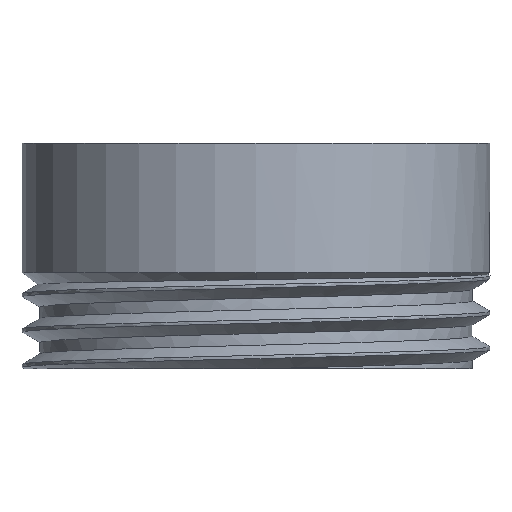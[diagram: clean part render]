
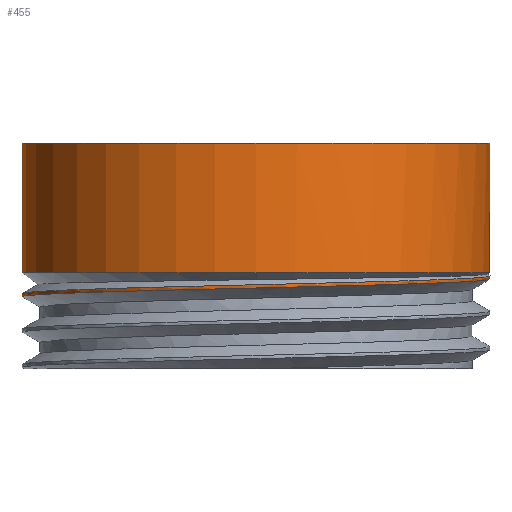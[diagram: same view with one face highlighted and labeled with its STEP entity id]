
A CAD part, front view. The second image highlights one B-rep face of the part: STEP entity #455.
In plain terms, the highlighted cylindrical face has radius 19.85 mm (diameter 39.7 mm), a full revolution.
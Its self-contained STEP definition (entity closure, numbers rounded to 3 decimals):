
#32=FACE_OUTER_BOUND('',#59,.T.);
#59=EDGE_LOOP('',(#302,#303,#304,#305,#306,#307,#308,#309,#310));
#88=CIRCLE('',#498,19.85);
#89=CIRCLE('',#499,19.85);
#90=CIRCLE('',#500,19.85);
#91=CIRCLE('',#501,19.85);
#110=B_SPLINE_CURVE_WITH_KNOTS('',3,(#756,#757,#758,#759,#760,#761,#762,
#763,#764,#765,#766,#767,#768,#769,#770,#771,#772,#773,#774,#775,#776,#777),
 .UNSPECIFIED.,.F.,.F.,(4,3,3,3,3,3,3,4),(31.372,31.629,
32.228,33.424,34.771,36.117,37.464,
38.81),.UNSPECIFIED.);
#111=B_SPLINE_CURVE_WITH_KNOTS('',3,(#781,#782,#783,#784,#785,#786,#787,
#788,#789,#790,#791,#792,#793,#794,#795,#796,#797,#798,#799,#800,#801,#802,
#803,#804,#805,#806,#807,#808),.UNSPECIFIED.,.F.,.F.,(4,3,3,3,3,3,3,3,3,
4),(0.736,1.954,3.171,4.389,
5.606,6.689,7.23,8.312,8.853,
9.335),.UNSPECIFIED.);
#146=LINE('',#750,#161);
#147=LINE('',#779,#162);
#161=VECTOR('',#550,20.);
#162=VECTOR('',#555,20.);
#180=VERTEX_POINT('',#747);
#181=VERTEX_POINT('',#749);
#182=VERTEX_POINT('',#751);
#183=VERTEX_POINT('',#753);
#184=VERTEX_POINT('',#755);
#185=VERTEX_POINT('',#778);
#186=VERTEX_POINT('',#780);
#229=EDGE_CURVE('',#180,#180,#88,.F.);
#230=EDGE_CURVE('',#180,#181,#146,.T.);
#231=EDGE_CURVE('',#181,#182,#89,.T.);
#232=EDGE_CURVE('',#182,#183,#90,.T.);
#233=EDGE_CURVE('',#183,#184,#110,.F.);
#234=EDGE_CURVE('',#184,#185,#147,.T.);
#235=EDGE_CURVE('',#185,#186,#111,.F.);
#236=EDGE_CURVE('',#186,#181,#91,.T.);
#302=ORIENTED_EDGE('',*,*,#229,.F.);
#303=ORIENTED_EDGE('',*,*,#230,.T.);
#304=ORIENTED_EDGE('',*,*,#231,.T.);
#305=ORIENTED_EDGE('',*,*,#232,.T.);
#306=ORIENTED_EDGE('',*,*,#233,.T.);
#307=ORIENTED_EDGE('',*,*,#234,.T.);
#308=ORIENTED_EDGE('',*,*,#235,.T.);
#309=ORIENTED_EDGE('',*,*,#236,.T.);
#310=ORIENTED_EDGE('',*,*,#230,.F.);
#440=CYLINDRICAL_SURFACE('',#497,19.85);
#455=ADVANCED_FACE('',(#32),#440,.T.);
#497=AXIS2_PLACEMENT_3D('',#746,#546,#547);
#498=AXIS2_PLACEMENT_3D('',#748,#548,#549);
#499=AXIS2_PLACEMENT_3D('',#752,#551,#552);
#500=AXIS2_PLACEMENT_3D('',#754,#553,#554);
#501=AXIS2_PLACEMENT_3D('',#809,#556,#557);
#546=DIRECTION('center_axis',(0.,0.,1.));
#547=DIRECTION('ref_axis',(1.,0.,0.));
#548=DIRECTION('center_axis',(0.,0.,-1.));
#549=DIRECTION('ref_axis',(1.,0.,0.));
#550=DIRECTION('',(0.,0.,-1.));
#551=DIRECTION('center_axis',(0.,0.,1.));
#552=DIRECTION('ref_axis',(1.,0.,0.));
#553=DIRECTION('center_axis',(0.,0.,1.));
#554=DIRECTION('ref_axis',(1.,0.,0.));
#555=DIRECTION('',(0.,0.,-1.));
#556=DIRECTION('center_axis',(0.,0.,1.));
#557=DIRECTION('ref_axis',(1.,0.,0.));
#746=CARTESIAN_POINT('Origin',(0.,0.,3.5));
#747=CARTESIAN_POINT('',(-19.85,0.,22.65));
#748=CARTESIAN_POINT('Origin',(0.,0.,22.65));
#749=CARTESIAN_POINT('',(-19.85,0.,11.672));
#750=CARTESIAN_POINT('',(-19.85,0.,3.5));
#751=CARTESIAN_POINT('',(0.,-19.85,11.672));
#752=CARTESIAN_POINT('Origin',(0.,0.,11.672));
#753=CARTESIAN_POINT('',(16.464,11.088,11.672));
#754=CARTESIAN_POINT('Origin',(0.,0.,11.672));
#755=CARTESIAN_POINT('',(-19.85,0.001,9.889));
#756=CARTESIAN_POINT('Ctrl Pts',(-19.85,0.001,
9.889));
#757=CARTESIAN_POINT('Ctrl Pts',(-19.849,-0.853,9.91));
#758=CARTESIAN_POINT('Ctrl Pts',(-19.793,-1.707,9.93));
#759=CARTESIAN_POINT('Ctrl Pts',(-19.683,-2.553,9.951));
#760=CARTESIAN_POINT('Ctrl Pts',(-19.428,-4.526,9.998));
#761=CARTESIAN_POINT('Ctrl Pts',(-18.878,-6.459,10.046));
#762=CARTESIAN_POINT('Ctrl Pts',(-18.05,-8.265,10.094));
#763=CARTESIAN_POINT('Ctrl Pts',(-16.394,-11.877,10.19));
#764=CARTESIAN_POINT('Ctrl Pts',(-13.624,-14.983,10.285));
#765=CARTESIAN_POINT('Ctrl Pts',(-10.218,-17.026,10.381));
#766=CARTESIAN_POINT('Ctrl Pts',(-6.385,-19.324,10.489));
#767=CARTESIAN_POINT('Ctrl Pts',(-1.745,-20.277,10.596));
#768=CARTESIAN_POINT('Ctrl Pts',(2.683,-19.674,10.704));
#769=CARTESIAN_POINT('Ctrl Pts',(7.11,-19.071,10.811));
#770=CARTESIAN_POINT('Ctrl Pts',(11.325,-16.911,10.919));
#771=CARTESIAN_POINT('Ctrl Pts',(14.402,-13.669,11.027));
#772=CARTESIAN_POINT('Ctrl Pts',(17.478,-10.427,11.134));
#773=CARTESIAN_POINT('Ctrl Pts',(19.416,-6.103,11.242));
#774=CARTESIAN_POINT('Ctrl Pts',(19.787,-1.651,11.349));
#775=CARTESIAN_POINT('Ctrl Pts',(20.158,2.8,11.457));
#776=CARTESIAN_POINT('Ctrl Pts',(18.963,7.378,11.565));
#777=CARTESIAN_POINT('Ctrl Pts',(16.464,11.088,11.672));
#778=CARTESIAN_POINT('',(-19.848,0.001,9.611));
#779=CARTESIAN_POINT('',(-19.85,0.,3.5));
#780=CARTESIAN_POINT('',(7.647,18.318,11.672));
#781=CARTESIAN_POINT('Ctrl Pts',(7.647,18.318,11.672));
#782=CARTESIAN_POINT('Ctrl Pts',(11.379,16.76,11.575));
#783=CARTESIAN_POINT('Ctrl Pts',(14.617,14.03,11.478));
#784=CARTESIAN_POINT('Ctrl Pts',(16.778,10.615,11.38));
#785=CARTESIAN_POINT('Ctrl Pts',(18.939,7.2,11.283));
#786=CARTESIAN_POINT('Ctrl Pts',(20.022,3.101,11.186));
#787=CARTESIAN_POINT('Ctrl Pts',(19.832,-0.937,11.088));
#788=CARTESIAN_POINT('Ctrl Pts',(19.641,-4.975,10.991));
#789=CARTESIAN_POINT('Ctrl Pts',(18.178,-8.951,10.894));
#790=CARTESIAN_POINT('Ctrl Pts',(15.704,-12.148,10.797));
#791=CARTESIAN_POINT('Ctrl Pts',(13.23,-15.345,10.699));
#792=CARTESIAN_POINT('Ctrl Pts',(9.746,-17.763,10.602));
#793=CARTESIAN_POINT('Ctrl Pts',(5.886,-18.962,10.505));
#794=CARTESIAN_POINT('Ctrl Pts',(2.456,-20.028,10.418));
#795=CARTESIAN_POINT('Ctrl Pts',(-1.271,-20.13,10.332));
#796=CARTESIAN_POINT('Ctrl Pts',(-4.763,-19.271,10.245));
#797=CARTESIAN_POINT('Ctrl Pts',(-6.509,-18.842,10.202));
#798=CARTESIAN_POINT('Ctrl Pts',(-8.196,-18.172,10.159));
#799=CARTESIAN_POINT('Ctrl Pts',(-9.76,-17.287,10.116));
#800=CARTESIAN_POINT('Ctrl Pts',(-12.889,-15.516,10.029));
#801=CARTESIAN_POINT('Ctrl Pts',(-15.524,-12.883,9.943));
#802=CARTESIAN_POINT('Ctrl Pts',(-17.292,-9.753,9.856));
#803=CARTESIAN_POINT('Ctrl Pts',(-18.176,-8.188,9.813));
#804=CARTESIAN_POINT('Ctrl Pts',(-18.843,-6.499,9.77));
#805=CARTESIAN_POINT('Ctrl Pts',(-19.272,-4.752,9.726));
#806=CARTESIAN_POINT('Ctrl Pts',(-19.654,-3.198,9.688));
#807=CARTESIAN_POINT('Ctrl Pts',(-19.847,-1.598,9.649));
#808=CARTESIAN_POINT('Ctrl Pts',(-19.848,0.001,
9.611));
#809=CARTESIAN_POINT('Origin',(0.,0.,11.672));
